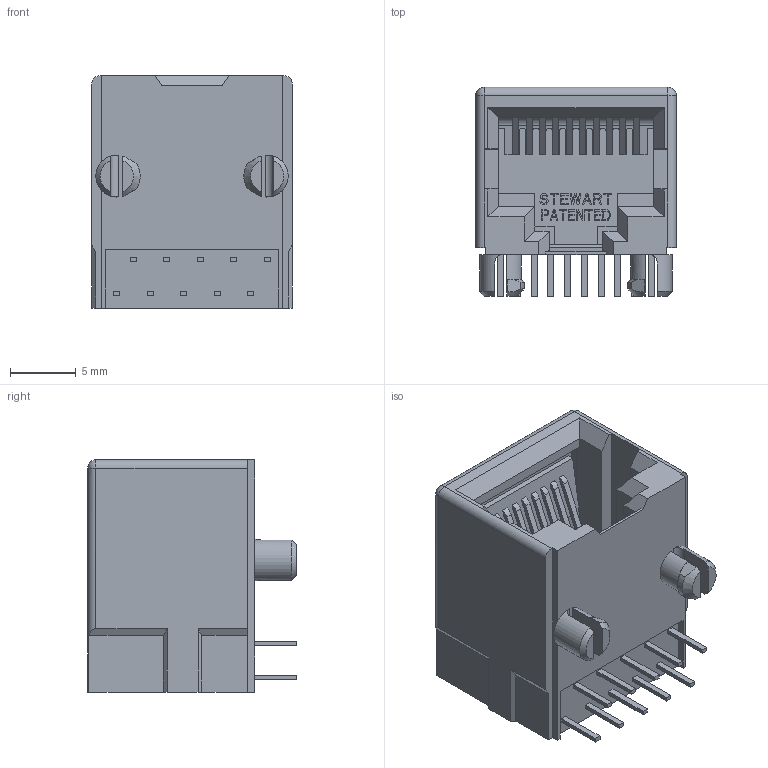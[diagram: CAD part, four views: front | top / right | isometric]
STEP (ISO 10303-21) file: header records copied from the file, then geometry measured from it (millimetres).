
FILE_DESCRIPTION( ( 'STEP AP214' ), '1' );
FILE_NAME( 'psolqas_2196_24.stp', '2022-01-10T15:07:46', ( 'License CC BY-ND 4.0' ), ( 'CADENAS' ), ' ', 'PARTsolutions', ' ' );
FILE_SCHEMA( ( 'AUTOMOTIVE_DESIGN { 1 0 10303 214 1 1 1 1 }' ) );
Length unit declared in the file: metre
Products named in the file (1): 1
Bounding box: 15.24 x 15.88 x 17.65 mm (x, y, z)
Volume: 2078.2 mm3; surface area: 2508.6 mm2
Topology: 1 solids, 1 shells, 592 faces, 1605 edges, 1053 vertices
Faces by surface type: plane 516, cylinder 55, cone 10, torus 9, sphere 2
Entity records: 18564 total; most frequent: CARTESIAN_POINT 3616, ORIENTED_EDGE 3210, DIRECTION 2862, EDGE_CURVE 1605, LINE 1422, VECTOR 1422, VERTEX_POINT 1053, AXIS2_PLACEMENT_3D 720
